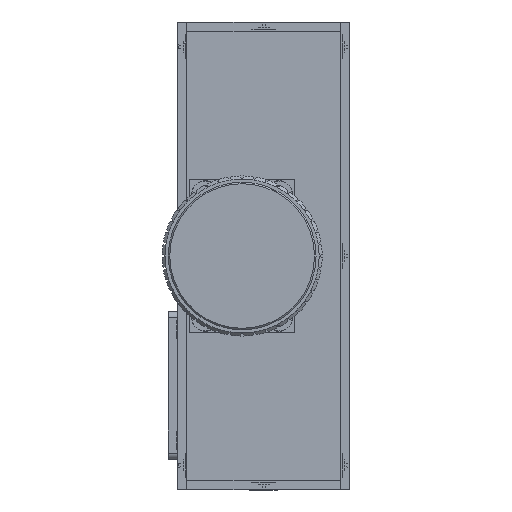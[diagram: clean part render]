
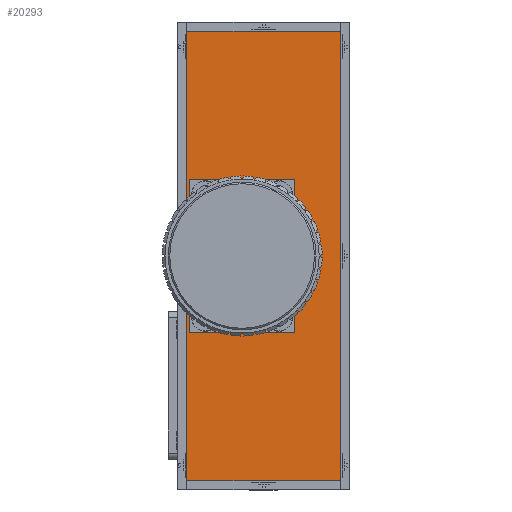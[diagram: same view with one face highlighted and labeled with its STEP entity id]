
A CAD part, left-side view. The second image highlights one B-rep face of the part: STEP entity #20293.
In plain terms, the highlighted planar face has unit normal (-1, 0, 0).
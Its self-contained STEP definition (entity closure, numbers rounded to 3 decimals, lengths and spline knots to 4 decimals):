
#354 = CARTESIAN_POINT ( 'NONE',  ( -6.3386, 0.4724, -0.4921 ) ) ;
#360 = VECTOR ( 'NONE', #31116, 39.3701 ) ;
#713 = CARTESIAN_POINT ( 'NONE',  ( -6.3386, -0.1969, -0.4921 ) ) ;
#3259 = EDGE_CURVE ( 'NONE', #70775, #10701, #23878, .T. ) ;
#5454 = CARTESIAN_POINT ( 'NONE',  ( -6.3386, -0.1969, -0.4921 ) ) ;
#6048 = ORIENTED_EDGE ( 'NONE', *, *, #29783, .F. ) ;
#8989 = EDGE_CURVE ( 'NONE', #44714, #49112, #12751, .T. ) ;
#10701 = VERTEX_POINT ( 'NONE', #67624 ) ;
#12751 = LINE ( 'NONE', #80110, #29680 ) ;
#13977 = VERTEX_POINT ( 'NONE', #46273 ) ;
#14692 = VECTOR ( 'NONE', #22670, 39.3701 ) ;
#14912 = CARTESIAN_POINT ( 'NONE',  ( -6.3386, -0.4921, 1.437 ) ) ;
#14960 = ORIENTED_EDGE ( 'NONE', *, *, #16675, .T. ) ;
#16675 = EDGE_CURVE ( 'NONE', #44714, #13977, #19480, .T. ) ;
#17459 = ORIENTED_EDGE ( 'NONE', *, *, #35849, .T. ) ;
#19444 = VECTOR ( 'NONE', #48346, 39.3701 ) ;
#19480 = LINE ( 'NONE', #77732, #44935 ) ;
#20293 = ADVANCED_FACE ( 'NONE', ( #41391, #48615 ), #70715, .F. ) ;
#22670 = DIRECTION ( 'NONE',  ( 0., 1., 0. ) ) ;
#23878 = LINE ( 'NONE', #354, #360 ) ;
#26424 = EDGE_CURVE ( 'NONE', #35532, #71664, #74806, .T. ) ;
#26905 = CARTESIAN_POINT ( 'NONE',  ( -6.3386, 0.5512, 1.4961 ) ) ;
#27393 = ORIENTED_EDGE ( 'NONE', *, *, #81197, .F. ) ;
#27578 = CARTESIAN_POINT ( 'NONE',  ( -6.3386, -0.4921, 1.4961 ) ) ;
#28033 = LINE ( 'NONE', #5454, #94032 ) ;
#29680 = VECTOR ( 'NONE', #57540, 39.3701 ) ;
#29783 = EDGE_CURVE ( 'NONE', #49112, #50535, #93647, .T. ) ;
#31116 = DIRECTION ( 'NONE',  ( 0., 0., -1. ) ) ;
#33481 = CARTESIAN_POINT ( 'NONE',  ( -6.3386, 0.4921, -1.437 ) ) ;
#34132 = DIRECTION ( 'NONE',  ( 1., 0., 0. ) ) ;
#35532 = VERTEX_POINT ( 'NONE', #76045 ) ;
#35620 = AXIS2_PLACEMENT_3D ( 'NONE', #26905, #34132, #56311 ) ;
#35849 = EDGE_CURVE ( 'NONE', #13977, #50535, #85835, .T. ) ;
#36797 = DIRECTION ( 'NONE',  ( 0., 0., 1. ) ) ;
#41255 = DIRECTION ( 'NONE',  ( 0., -1., 0. ) ) ;
#41391 = FACE_BOUND ( 'NONE', #71376, .T. ) ;
#43732 = ORIENTED_EDGE ( 'NONE', *, *, #26424, .F. ) ;
#44714 = VERTEX_POINT ( 'NONE', #33481 ) ;
#44935 = VECTOR ( 'NONE', #69101, 39.3701 ) ;
#46273 = CARTESIAN_POINT ( 'NONE',  ( -6.3386, -0.4921, -1.437 ) ) ;
#48346 = DIRECTION ( 'NONE',  ( 0., 0., 1. ) ) ;
#48615 = FACE_OUTER_BOUND ( 'NONE', #61121, .T. ) ;
#49112 = VERTEX_POINT ( 'NONE', #69150 ) ;
#50535 = VERTEX_POINT ( 'NONE', #14912 ) ;
#52517 = CARTESIAN_POINT ( 'NONE',  ( -6.3386, -0.1969, 0.4921 ) ) ;
#56311 = DIRECTION ( 'NONE',  ( 0., 0., 1. ) ) ;
#57540 = DIRECTION ( 'NONE',  ( 0., 0., 1. ) ) ;
#58172 = ORIENTED_EDGE ( 'NONE', *, *, #3259, .F. ) ;
#59167 = VECTOR ( 'NONE', #36797, 39.3701 ) ;
#61121 = EDGE_LOOP ( 'NONE', ( #92318, #14960, #17459, #6048 ) ) ;
#67624 = CARTESIAN_POINT ( 'NONE',  ( -6.3386, 0.4724, -0.4921 ) ) ;
#68143 = VECTOR ( 'NONE', #41255, 39.3701 ) ;
#69101 = DIRECTION ( 'NONE',  ( 0., -1., 0. ) ) ;
#69150 = CARTESIAN_POINT ( 'NONE',  ( -6.3386, 0.4921, 1.437 ) ) ;
#70431 = DIRECTION ( 'NONE',  ( 0., -1., 0. ) ) ;
#70715 = PLANE ( 'NONE',  #35620 ) ;
#70775 = VERTEX_POINT ( 'NONE', #79916 ) ;
#71376 = EDGE_LOOP ( 'NONE', ( #94999, #58172, #27393, #43732 ) ) ;
#71664 = VERTEX_POINT ( 'NONE', #90483 ) ;
#74179 = LINE ( 'NONE', #52517, #14692 ) ;
#74396 = EDGE_CURVE ( 'NONE', #10701, #35532, #28033, .T. ) ;
#74806 = LINE ( 'NONE', #713, #59167 ) ;
#76045 = CARTESIAN_POINT ( 'NONE',  ( -6.3386, -0.1969, -0.4921 ) ) ;
#77732 = CARTESIAN_POINT ( 'NONE',  ( -6.3386, 0.5512, -1.437 ) ) ;
#79916 = CARTESIAN_POINT ( 'NONE',  ( -6.3386, 0.4724, 0.4921 ) ) ;
#80110 = CARTESIAN_POINT ( 'NONE',  ( -6.3386, 0.4921, 1.4961 ) ) ;
#81197 = EDGE_CURVE ( 'NONE', #71664, #70775, #74179, .T. ) ;
#85835 = LINE ( 'NONE', #27578, #19444 ) ;
#90483 = CARTESIAN_POINT ( 'NONE',  ( -6.3386, -0.1969, 0.4921 ) ) ;
#92318 = ORIENTED_EDGE ( 'NONE', *, *, #8989, .F. ) ;
#93647 = LINE ( 'NONE', #94613, #68143 ) ;
#94032 = VECTOR ( 'NONE', #70431, 39.3701 ) ;
#94613 = CARTESIAN_POINT ( 'NONE',  ( -6.3386, 0.5512, 1.437 ) ) ;
#94999 = ORIENTED_EDGE ( 'NONE', *, *, #74396, .F. ) ;
